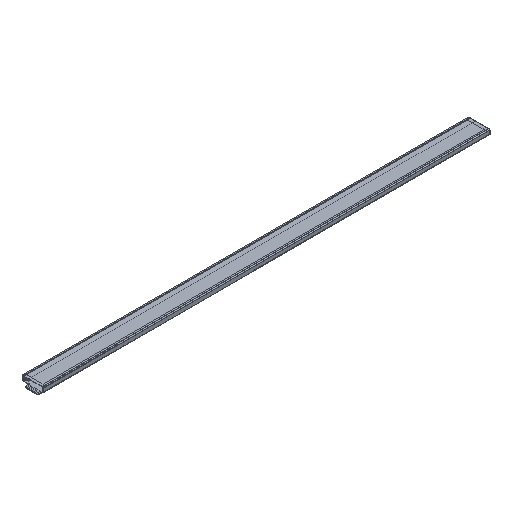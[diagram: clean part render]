
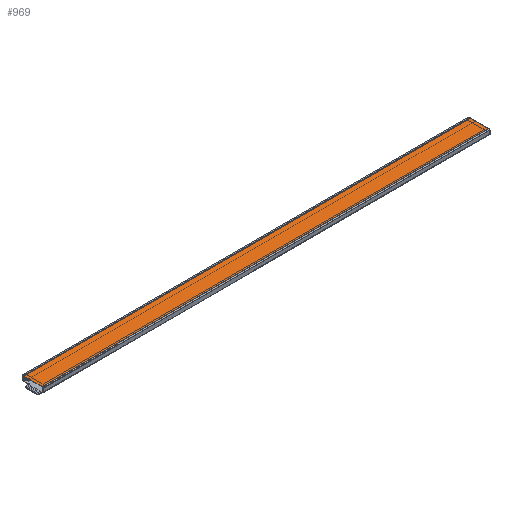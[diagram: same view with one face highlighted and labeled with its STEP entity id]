
A CAD part, isometric view. The second image highlights one B-rep face of the part: STEP entity #969.
In plain terms, the highlighted planar face has unit normal (0, 0, 1).
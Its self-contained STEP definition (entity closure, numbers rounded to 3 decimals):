
#115 = CARTESIAN_POINT ( 'NONE',  ( -2., 13.4, 0. ) ) ;
#133 = ORIENTED_EDGE ( 'NONE', *, *, #471, .T. ) ;
#214 = VECTOR ( 'NONE', #2614, 1000. ) ;
#361 = AXIS2_PLACEMENT_3D ( 'NONE', #815, #367, #2692 ) ;
#367 = DIRECTION ( 'NONE',  ( 0., 0., -1. ) ) ;
#373 = VERTEX_POINT ( 'NONE', #482 ) ;
#381 = LINE ( 'NONE', #2339, #691 ) ;
#440 = DIRECTION ( 'NONE',  ( 0., -1., 0. ) ) ;
#471 = EDGE_CURVE ( 'NONE', #373, #1428, #2181, .T. ) ;
#482 = CARTESIAN_POINT ( 'NONE',  ( 304.4, 13.4, 0. ) ) ;
#511 = VERTEX_POINT ( 'NONE', #2530 ) ;
#517 = LINE ( 'NONE', #2189, #214 ) ;
#691 = VECTOR ( 'NONE', #1294, 1000. ) ;
#815 = CARTESIAN_POINT ( 'NONE',  ( 0., 0., 0. ) ) ;
#922 = VECTOR ( 'NONE', #440, 1000. ) ;
#969 = ADVANCED_FACE ( 'NONE', ( #1583 ), #2488, .F. ) ;
#1105 = EDGE_CURVE ( 'NONE', #1428, #511, #1479, .T. ) ;
#1175 = CARTESIAN_POINT ( 'NONE',  ( 304.4, 0.7, 0. ) ) ;
#1204 = VECTOR ( 'NONE', #1858, 1000. ) ;
#1217 = EDGE_CURVE ( 'NONE', #511, #2129, #517, .T. ) ;
#1294 = DIRECTION ( 'NONE',  ( 0., 1., 0. ) ) ;
#1428 = VERTEX_POINT ( 'NONE', #115 ) ;
#1479 = LINE ( 'NONE', #1692, #922 ) ;
#1583 = FACE_OUTER_BOUND ( 'NONE', #2451, .T. ) ;
#1679 = EDGE_CURVE ( 'NONE', #2129, #373, #381, .T. ) ;
#1692 = CARTESIAN_POINT ( 'NONE',  ( -2., 0., 0. ) ) ;
#1858 = DIRECTION ( 'NONE',  ( -1., 0., 0. ) ) ;
#1872 = ORIENTED_EDGE ( 'NONE', *, *, #1105, .T. ) ;
#2065 = ORIENTED_EDGE ( 'NONE', *, *, #1217, .T. ) ;
#2129 = VERTEX_POINT ( 'NONE', #1175 ) ;
#2181 = LINE ( 'NONE', #2689, #1204 ) ;
#2189 = CARTESIAN_POINT ( 'NONE',  ( -2., 0.7, 0. ) ) ;
#2339 = CARTESIAN_POINT ( 'NONE',  ( 304.4, 0., 0. ) ) ;
#2451 = EDGE_LOOP ( 'NONE', ( #2065, #2725, #133, #1872 ) ) ;
#2488 = PLANE ( 'NONE',  #361 ) ;
#2530 = CARTESIAN_POINT ( 'NONE',  ( -2., 0.7, 0. ) ) ;
#2614 = DIRECTION ( 'NONE',  ( 1., 0., 0. ) ) ;
#2689 = CARTESIAN_POINT ( 'NONE',  ( -2., 13.4, 0. ) ) ;
#2692 = DIRECTION ( 'NONE',  ( -1., 0., 0. ) ) ;
#2725 = ORIENTED_EDGE ( 'NONE', *, *, #1679, .T. ) ;
